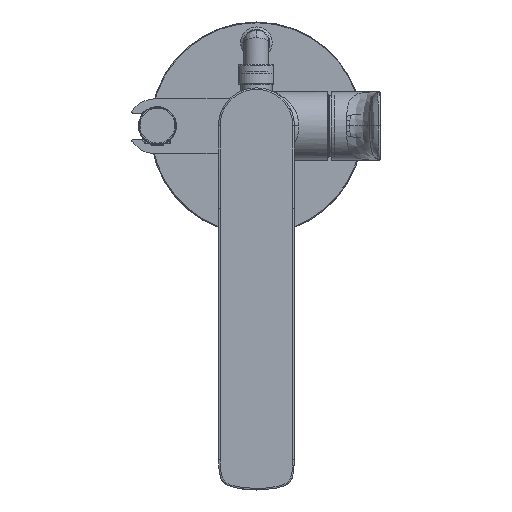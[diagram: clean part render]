
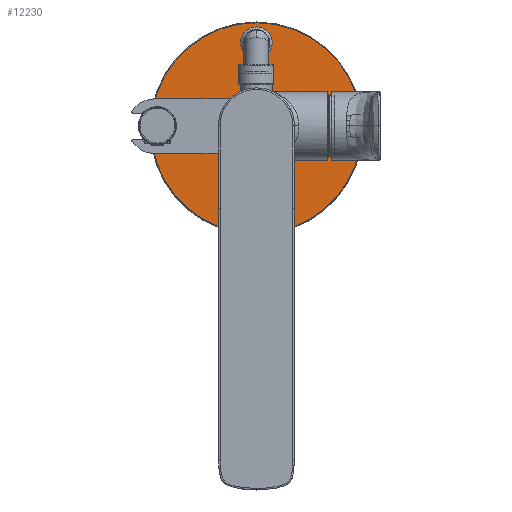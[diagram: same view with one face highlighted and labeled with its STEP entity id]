
A CAD part, top view. The second image highlights one B-rep face of the part: STEP entity #12230.
In plain terms, the highlighted planar face has unit normal (0, 0, 1).
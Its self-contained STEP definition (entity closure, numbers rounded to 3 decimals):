
#2236=FACE_OUTER_BOUND('',#3252,.T.);
#3252=EDGE_LOOP('',(#11195));
#5047=CIRCLE('',#13904,69.5);
#6160=VERTEX_POINT('',#38844);
#7842=EDGE_CURVE('',#6160,#6160,#5047,.T.);
#11195=ORIENTED_EDGE('',*,*,#7842,.T.);
#11498=PLANE('',#13903);
#12230=ADVANCED_FACE('',(#2236),#11498,.T.);
#13903=AXIS2_PLACEMENT_3D('',#38843,#17301,#17302);
#13904=AXIS2_PLACEMENT_3D('',#38845,#17303,#17304);
#17301=DIRECTION('center_axis',(0.,0.,1.));
#17302=DIRECTION('ref_axis',(0.,-1.,0.));
#17303=DIRECTION('center_axis',(0.,0.,1.));
#17304=DIRECTION('ref_axis',(-1.,0.,0.));
#38843=CARTESIAN_POINT('Origin',(0.,982.686,58.289));
#38844=CARTESIAN_POINT('',(69.499,982.255,58.289));
#38845=CARTESIAN_POINT('Origin',(0.,982.686,58.289));
